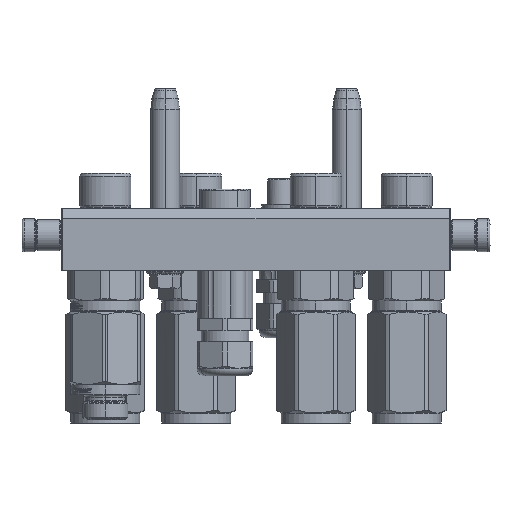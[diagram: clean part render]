
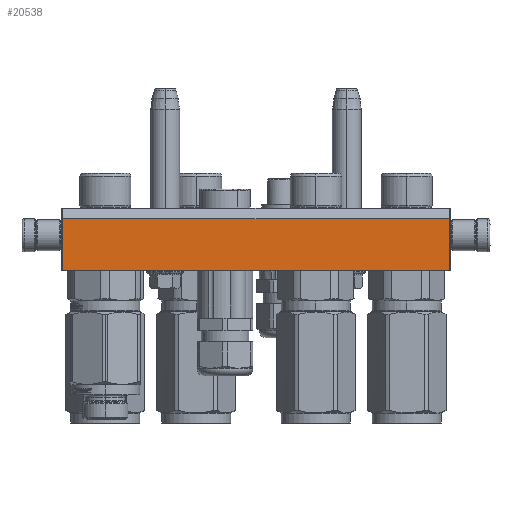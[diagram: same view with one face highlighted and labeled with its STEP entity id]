
A CAD part, left-side view. The second image highlights one B-rep face of the part: STEP entity #20538.
In plain terms, the highlighted face is planar.
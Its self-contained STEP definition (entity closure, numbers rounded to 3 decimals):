
#2964 = LINE ( 'NONE', #20715, #44844 ) ;
#4307 = PLANE ( 'NONE',  #24607 ) ;
#5836 = DIRECTION ( 'NONE',  ( 0., 1., 0. ) ) ;
#5976 = LINE ( 'NONE', #87251, #58662 ) ;
#10802 = ORIENTED_EDGE ( 'NONE', *, *, #59288, .F. ) ;
#14845 = CARTESIAN_POINT ( 'NONE',  ( 93.5, 15., -45. ) ) ;
#18163 = VERTEX_POINT ( 'NONE', #49798 ) ;
#20106 = DIRECTION ( 'NONE',  ( 1., 0., 0. ) ) ;
#20348 = VECTOR ( 'NONE', #23803, 1000. ) ;
#20538 = ADVANCED_FACE ( 'NONE', ( #47164 ), #4307, .T. ) ;
#20715 = CARTESIAN_POINT ( 'NONE',  ( -93.5, -10., -45. ) ) ;
#23803 = DIRECTION ( 'NONE',  ( -1., 0., 0. ) ) ;
#24366 = DIRECTION ( 'NONE',  ( -1., 0., 0. ) ) ;
#24607 = AXIS2_PLACEMENT_3D ( 'NONE', #46348, #58713, #24366 ) ;
#33323 = EDGE_CURVE ( 'NONE', #66919, #18163, #2964, .T. ) ;
#37512 = CARTESIAN_POINT ( 'NONE',  ( -93.5, -10., -45. ) ) ;
#38856 = EDGE_CURVE ( 'NONE', #18163, #79165, #5976, .T. ) ;
#39835 = VECTOR ( 'NONE', #5836, 1000. ) ;
#44625 = EDGE_CURVE ( 'NONE', #66919, #45812, #58138, .T. ) ;
#44844 = VECTOR ( 'NONE', #20106, 1000. ) ;
#44980 = CARTESIAN_POINT ( 'NONE',  ( 93.5, 15., -45. ) ) ;
#45355 = EDGE_LOOP ( 'NONE', ( #10802, #79783, #84899, #73183 ) ) ;
#45812 = VERTEX_POINT ( 'NONE', #73161 ) ;
#45994 = DIRECTION ( 'NONE',  ( 0., 1., 0. ) ) ;
#46348 = CARTESIAN_POINT ( 'NONE',  ( 94., -15., -45. ) ) ;
#47164 = FACE_OUTER_BOUND ( 'NONE', #45355, .T. ) ;
#49798 = CARTESIAN_POINT ( 'NONE',  ( 93.5, -10., -45. ) ) ;
#58138 = LINE ( 'NONE', #61129, #39835 ) ;
#58662 = VECTOR ( 'NONE', #45994, 1000. ) ;
#58713 = DIRECTION ( 'NONE',  ( 0., 0., -1. ) ) ;
#59288 = EDGE_CURVE ( 'NONE', #79165, #45812, #81807, .T. ) ;
#61129 = CARTESIAN_POINT ( 'NONE',  ( -93.5, -10., -45. ) ) ;
#66919 = VERTEX_POINT ( 'NONE', #37512 ) ;
#73161 = CARTESIAN_POINT ( 'NONE',  ( -93.5, 15., -45. ) ) ;
#73183 = ORIENTED_EDGE ( 'NONE', *, *, #44625, .T. ) ;
#79165 = VERTEX_POINT ( 'NONE', #44980 ) ;
#79783 = ORIENTED_EDGE ( 'NONE', *, *, #38856, .F. ) ;
#81807 = LINE ( 'NONE', #14845, #20348 ) ;
#84899 = ORIENTED_EDGE ( 'NONE', *, *, #33323, .F. ) ;
#87251 = CARTESIAN_POINT ( 'NONE',  ( 93.5, -10., -45. ) ) ;
